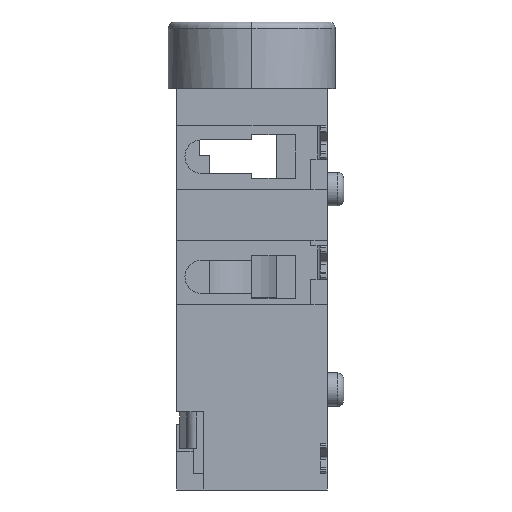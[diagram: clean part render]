
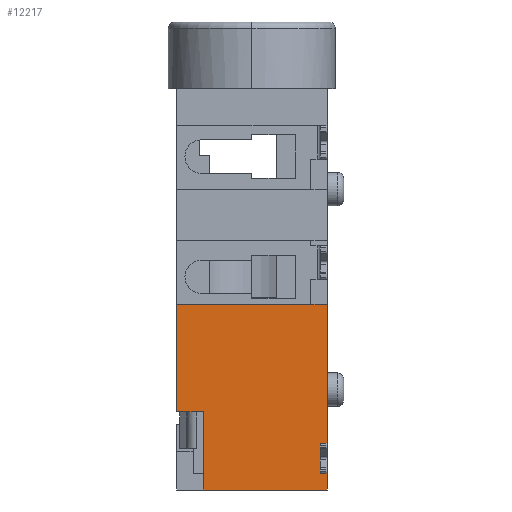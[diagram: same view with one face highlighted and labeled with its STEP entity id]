
A CAD part, left-side view. The second image highlights one B-rep face of the part: STEP entity #12217.
In plain terms, the highlighted planar face has unit normal (-1, 0, 0).
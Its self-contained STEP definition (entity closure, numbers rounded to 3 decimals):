
#133=DIRECTION('',(0.,0.,-1.));
#134=VECTOR('',#133,0.5);
#135=CARTESIAN_POINT('',(-3.05,-2.25,-11.5));
#136=LINE('',#135,#134);
#181=DIRECTION('',(0.,0.,-1.));
#182=VECTOR('',#181,4.15);
#183=CARTESIAN_POINT('',(-3.05,-2.25,-6.45));
#184=LINE('',#183,#182);
#2473=DIRECTION('',(0.,0.,-1.));
#2474=VECTOR('',#2473,0.9);
#2475=CARTESIAN_POINT('',(-3.05,-2.05,-10.6));
#2476=LINE('',#2475,#2474);
#2477=DIRECTION('',(0.,1.,0.));
#2478=VECTOR('',#2477,0.2);
#2479=CARTESIAN_POINT('',(-3.05,-2.25,-11.5));
#2480=LINE('',#2479,#2478);
#2481=DIRECTION('',(0.,0.,1.));
#2482=VECTOR('',#2481,2.348);
#2483=CARTESIAN_POINT('',(-3.05,1.45,-12.));
#2484=LINE('',#2483,#2482);
#2485=DIRECTION('',(0.,-1.,0.));
#2486=VECTOR('',#2485,0.8);
#2487=CARTESIAN_POINT('',(-3.05,2.25,-9.652));
#2488=LINE('',#2487,#2486);
#2489=DIRECTION('',(0.,0.,-1.));
#2490=VECTOR('',#2489,3.202);
#2491=CARTESIAN_POINT('',(-3.05,2.25,-6.45));
#2492=LINE('',#2491,#2490);
#2493=DIRECTION('',(0.,-1.,0.));
#2494=VECTOR('',#2493,4.5);
#2495=CARTESIAN_POINT('',(-3.05,2.25,-6.45));
#2496=LINE('',#2495,#2494);
#2497=DIRECTION('',(0.,1.,0.));
#2498=VECTOR('',#2497,0.2);
#2499=CARTESIAN_POINT('',(-3.05,-2.25,-10.6));
#2500=LINE('',#2499,#2498);
#3380=DIRECTION('',(0.,-1.,0.));
#3381=VECTOR('',#3380,3.7);
#3382=CARTESIAN_POINT('',(-3.05,1.45,-12.));
#3383=LINE('',#3382,#3381);
#7943=CARTESIAN_POINT('',(-3.05,-2.25,-12.));
#7945=VERTEX_POINT('',#7943);
#8079=CARTESIAN_POINT('',(-3.05,2.25,-6.45));
#8080=CARTESIAN_POINT('',(-3.05,-2.25,-6.45));
#8081=VERTEX_POINT('',#8079);
#8082=VERTEX_POINT('',#8080);
#8399=CARTESIAN_POINT('',(-3.05,1.45,-12.));
#8401=VERTEX_POINT('',#8399);
#8405=CARTESIAN_POINT('',(-3.05,1.45,-9.652));
#8406=VERTEX_POINT('',#8405);
#8407=CARTESIAN_POINT('',(-3.05,2.25,-9.652));
#8408=VERTEX_POINT('',#8407);
#8561=CARTESIAN_POINT('',(-3.05,-2.05,-10.6));
#8562=CARTESIAN_POINT('',(-3.05,-2.05,-11.5));
#8563=VERTEX_POINT('',#8561);
#8564=VERTEX_POINT('',#8562);
#8565=CARTESIAN_POINT('',(-3.05,-2.25,-10.6));
#8566=VERTEX_POINT('',#8565);
#8567=CARTESIAN_POINT('',(-3.05,-2.25,-11.5));
#8568=VERTEX_POINT('',#8567);
#12194=CARTESIAN_POINT('',(-3.05,2.25,0.));
#12195=DIRECTION('',(-1.,0.,0.));
#12196=DIRECTION('',(0.,-1.,0.));
#12197=AXIS2_PLACEMENT_3D('',#12194,#12195,#12196);
#12198=PLANE('',#12197);
#12199=ORIENTED_EDGE('',*,*,#11916,.T.);
#12200=ORIENTED_EDGE('',*,*,#12173,.F.);
#12201=ORIENTED_EDGE('',*,*,#10622,.T.);
#12203=ORIENTED_EDGE('',*,*,#12202,.F.);
#12205=ORIENTED_EDGE('',*,*,#12204,.T.);
#12207=ORIENTED_EDGE('',*,*,#12206,.F.);
#12209=ORIENTED_EDGE('',*,*,#12208,.F.);
#12211=ORIENTED_EDGE('',*,*,#12210,.T.);
#12212=ORIENTED_EDGE('',*,*,#10646,.T.);
#12214=ORIENTED_EDGE('',*,*,#12213,.T.);
#12215=EDGE_LOOP('',(#12199,#12200,#12201,#12203,#12205,#12207,#12209,#12211,
#12212,#12214));
#12216=FACE_OUTER_BOUND('',#12215,.F.);
#10622=EDGE_CURVE('',#8568,#7945,#136,.T.);
#10646=EDGE_CURVE('',#8082,#8566,#184,.T.);
#11916=EDGE_CURVE('',#8563,#8564,#2476,.T.);
#12173=EDGE_CURVE('',#8568,#8564,#2480,.T.);
#12202=EDGE_CURVE('',#8401,#7945,#3383,.T.);
#12204=EDGE_CURVE('',#8401,#8406,#2484,.T.);
#12206=EDGE_CURVE('',#8408,#8406,#2488,.T.);
#12208=EDGE_CURVE('',#8081,#8408,#2492,.T.);
#12210=EDGE_CURVE('',#8081,#8082,#2496,.T.);
#12213=EDGE_CURVE('',#8566,#8563,#2500,.T.);
#12217=ADVANCED_FACE('',(#12216),#12198,.T.);
